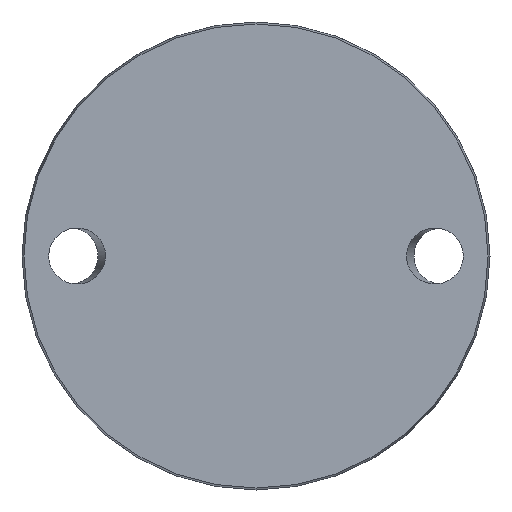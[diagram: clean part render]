
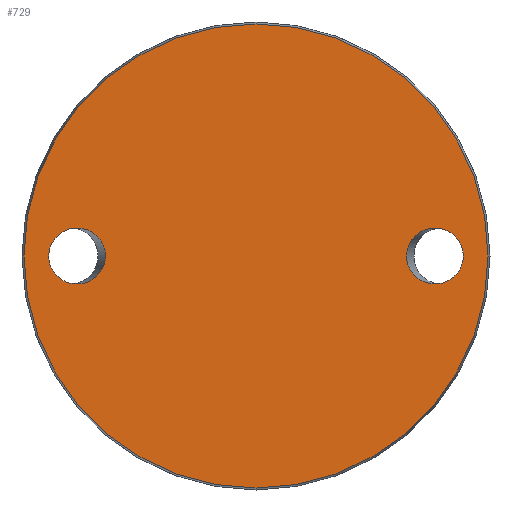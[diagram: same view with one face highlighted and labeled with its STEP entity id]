
A CAD part, front view. The second image highlights one B-rep face of the part: STEP entity #729.
In plain terms, the highlighted planar face has unit normal (0, -1, 0).
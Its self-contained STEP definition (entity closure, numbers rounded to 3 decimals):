
#8 = DIRECTION ( 'NONE',  ( 0., -1., 0. ) ) ;
#10 = PLANE ( 'NONE',  #390 ) ;
#67 = CARTESIAN_POINT ( 'NONE',  ( 44.385, 0., -16.5 ) ) ;
#82 = CARTESIAN_POINT ( 'NONE',  ( 44.385, 0., 0. ) ) ;
#88 = EDGE_LOOP ( 'NONE', ( #519 ) ) ;
#98 = CARTESIAN_POINT ( 'NONE',  ( -44.385, 0., -16.5 ) ) ;
#149 = EDGE_CURVE ( 'NONE', #223, #223, #262, .T. ) ;
#152 = CARTESIAN_POINT ( 'NONE',  ( -61.115, 0., 0. ) ) ;
#157 = CARTESIAN_POINT ( 'NONE',  ( -61.115, 0., 16.5 ) ) ;
#167 = EDGE_CURVE ( 'NONE', #462, #462, #904, .T. ) ;
#223 = VERTEX_POINT ( 'NONE', #849 ) ;
#232 = CARTESIAN_POINT ( 'NONE',  ( 44.385, 0., 16.5 ) ) ;
#242 = ORIENTED_EDGE ( 'NONE', *, *, #321, .T. ) ;
#262 =( BOUNDED_CURVE ( )  B_SPLINE_CURVE ( 3, ( #82, #67, #392, #377, #702, #232, #913 ),
 .UNSPECIFIED., .T., .F. ) 
 B_SPLINE_CURVE_WITH_KNOTS ( ( 4, 3, 4 ),
 ( 0., 3.142, 6.283 ),
 .UNSPECIFIED. ) 
 CURVE ( )  GEOMETRIC_REPRESENTATION_ITEM ( )  RATIONAL_B_SPLINE_CURVE ( ( 1., 0.333, 0.333, 1., 0.333, 0.333, 1. ) ) 
 REPRESENTATION_ITEM ( '' )  );
#298 =( BOUNDED_CURVE ( )  B_SPLINE_CURVE ( 3, ( #550, #157, #861, #477, #98, #643, #936 ),
 .UNSPECIFIED., .T., .F. ) 
 B_SPLINE_CURVE_WITH_KNOTS ( ( 4, 3, 4 ),
 ( 0., 3.142, 6.283 ),
 .UNSPECIFIED. ) 
 CURVE ( )  GEOMETRIC_REPRESENTATION_ITEM ( )  RATIONAL_B_SPLINE_CURVE ( ( 1., 0.333, 0.333, 1., 0.333, 0.333, 1. ) ) 
 REPRESENTATION_ITEM ( '' )  );
#316 = DIRECTION ( 'NONE',  ( 0., 0., -1. ) ) ;
#321 = EDGE_CURVE ( 'NONE', #903, #903, #298, .T. ) ;
#377 = CARTESIAN_POINT ( 'NONE',  ( 61.115, 0., 0. ) ) ;
#390 = AXIS2_PLACEMENT_3D ( 'NONE', #482, #648, #542 ) ;
#392 = CARTESIAN_POINT ( 'NONE',  ( 61.115, 0., -16.5 ) ) ;
#413 = ORIENTED_EDGE ( 'NONE', *, *, #167, .T. ) ;
#416 = AXIS2_PLACEMENT_3D ( 'NONE', #846, #8, #316 ) ;
#457 = FACE_BOUND ( 'NONE', #760, .T. ) ;
#462 = VERTEX_POINT ( 'NONE', #987 ) ;
#477 = CARTESIAN_POINT ( 'NONE',  ( -44.385, 0., 0. ) ) ;
#482 = CARTESIAN_POINT ( 'NONE',  ( -68.425, 0., 0. ) ) ;
#519 = ORIENTED_EDGE ( 'NONE', *, *, #149, .F. ) ;
#542 = DIRECTION ( 'NONE',  ( 0., 0., 1. ) ) ;
#550 = CARTESIAN_POINT ( 'NONE',  ( -61.115, 0., 0. ) ) ;
#597 = EDGE_LOOP ( 'NONE', ( #413 ) ) ;
#643 = CARTESIAN_POINT ( 'NONE',  ( -61.115, 0., -16.5 ) ) ;
#648 = DIRECTION ( 'NONE',  ( 0., 1., 0. ) ) ;
#702 = CARTESIAN_POINT ( 'NONE',  ( 61.115, 0., 16.5 ) ) ;
#729 = ADVANCED_FACE ( 'NONE', ( #457, #866, #804 ), #10, .F. ) ;
#760 = EDGE_LOOP ( 'NONE', ( #242 ) ) ;
#804 = FACE_OUTER_BOUND ( 'NONE', #597, .T. ) ;
#846 = CARTESIAN_POINT ( 'NONE',  ( 0., 0., 0. ) ) ;
#849 = CARTESIAN_POINT ( 'NONE',  ( 44.385, 0., 0. ) ) ;
#861 = CARTESIAN_POINT ( 'NONE',  ( -44.385, 0., 16.5 ) ) ;
#866 = FACE_BOUND ( 'NONE', #88, .T. ) ;
#903 = VERTEX_POINT ( 'NONE', #152 ) ;
#904 = CIRCLE ( 'NONE', #416, 68.425 ) ;
#913 = CARTESIAN_POINT ( 'NONE',  ( 44.385, 0., 0. ) ) ;
#936 = CARTESIAN_POINT ( 'NONE',  ( -61.115, 0., 0. ) ) ;
#987 = CARTESIAN_POINT ( 'NONE',  ( 0., 0., -68.425 ) ) ;
